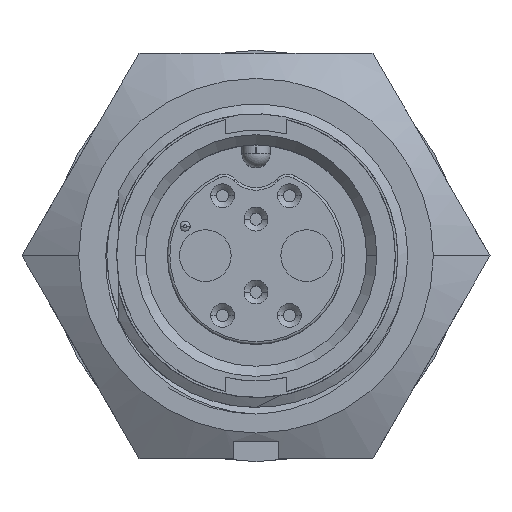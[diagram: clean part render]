
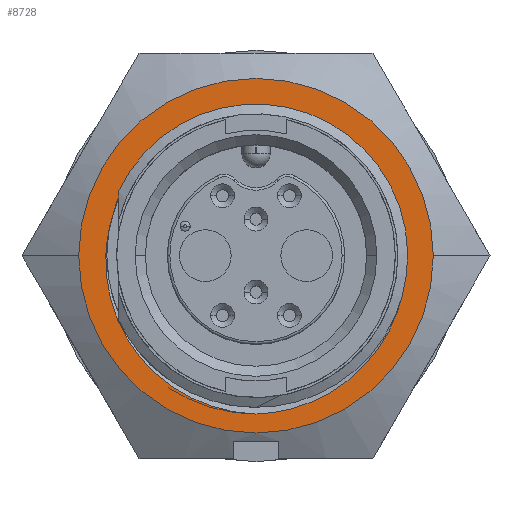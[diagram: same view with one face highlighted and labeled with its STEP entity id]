
A CAD part, top view. The second image highlights one B-rep face of the part: STEP entity #8728.
In plain terms, the highlighted planar face has unit normal (0, 0, 1).
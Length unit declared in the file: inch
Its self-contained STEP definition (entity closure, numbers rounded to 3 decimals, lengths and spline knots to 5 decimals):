
#283 = AXIS2_PLACEMENT_3D ( 'NONE', #15727, #6689, #17277 ) ;
#765 = CARTESIAN_POINT ( 'NONE',  ( 0.23094, 0.4, -0.228 ) ) ;
#827 = DIRECTION ( 'NONE',  ( 1., 0., 0. ) ) ;
#833 = CARTESIAN_POINT ( 'NONE',  ( 0.2943, -0.05346, -0.228 ) ) ;
#899 = CARTESIAN_POINT ( 'NONE',  ( 0., -0.3125, -0.228 ) ) ;
#900 = CARTESIAN_POINT ( 'NONE',  ( -0.27742, -0.11786, -0.228 ) ) ;
#1088 = DIRECTION ( 'NONE',  ( 0., 0., -1. ) ) ;
#1337 = B_SPLINE_CURVE_WITH_KNOTS ( 'NONE', 3,
 ( #14310, #9746, #17435, #8351, #18977, #9867, #833, #11404, #2366, #12935, #3897, #14447, #5400, #15950, #6913, #17507, #8420, #19042, #9939, #899 ),
 .UNSPECIFIED., .F., .F.,
 ( 4, 2, 2, 2, 2, 2, 2, 2, 2, 4 ),
 ( 0., 0.00086, 0.00171, 0.00343, 0.00514, 0.00685, 0.00856, 0.01028, 0.01199, 0.0137 ),
 .UNSPECIFIED. ) ;
#1465 = EDGE_CURVE ( 'NONE', #18198, #10622, #13123, .T. ) ;
#2216 = CIRCLE ( 'NONE', #3207, 0.35 ) ;
#2366 = CARTESIAN_POINT ( 'NONE',  ( 0.27717, -0.11846, -0.228 ) ) ;
#2367 = CARTESIAN_POINT ( 'NONE',  ( 0., -0.3125, -0.228 ) ) ;
#2437 = CARTESIAN_POINT ( 'NONE',  ( -0.2943, -0.05334, -0.228 ) ) ;
#2563 = EDGE_CURVE ( 'NONE', #10749, #10622, #12946, .T. ) ;
#3207 = AXIS2_PLACEMENT_3D ( 'NONE', #4313, #14847, #5807 ) ;
#3217 = CARTESIAN_POINT ( 'NONE',  ( 0.28876, 0.05788, -0.228 ) ) ;
#3837 = AXIS2_PLACEMENT_3D ( 'NONE', #765, #9860, #827 ) ;
#3897 = CARTESIAN_POINT ( 'NONE',  ( 0.24611, -0.178, -0.228 ) ) ;
#3898 = CARTESIAN_POINT ( 'NONE',  ( -0.0558, -0.30585, -0.228 ) ) ;
#3968 = CARTESIAN_POINT ( 'NONE',  ( -0.29654, 0.01383, -0.228 ) ) ;
#3985 = CARTESIAN_POINT ( 'NONE',  ( -0.35, 0., -0.228 ) ) ;
#4313 = CARTESIAN_POINT ( 'NONE',  ( 0., 0., -0.228 ) ) ;
#5209 = VERTEX_POINT ( 'NONE', #7845 ) ;
#5400 = CARTESIAN_POINT ( 'NONE',  ( 0.20298, -0.22885, -0.228 ) ) ;
#5401 = CARTESIAN_POINT ( 'NONE',  ( -0.1092, -0.28976, -0.228 ) ) ;
#5472 = CARTESIAN_POINT ( 'NONE',  ( -0.28876, 0.05788, -0.228 ) ) ;
#5807 = DIRECTION ( 'NONE',  ( 1., 0., 0. ) ) ;
#5978 = FACE_OUTER_BOUND ( 'NONE', #6391, .T. ) ;
#6391 = EDGE_LOOP ( 'NONE', ( #9173, #9721 ) ) ;
#6689 = DIRECTION ( 'NONE',  ( 0., 0., 1. ) ) ;
#6812 = ORIENTED_EDGE ( 'NONE', *, *, #19352, .T. ) ;
#6913 = CARTESIAN_POINT ( 'NONE',  ( 0.14941, -0.26946, -0.228 ) ) ;
#6914 = CARTESIAN_POINT ( 'NONE',  ( -0.16807, -0.25734, -0.228 ) ) ;
#7356 = ORIENTED_EDGE ( 'NONE', *, *, #1465, .T. ) ;
#7845 = CARTESIAN_POINT ( 'NONE',  ( 0.35, 0., -0.228 ) ) ;
#8168 = EDGE_CURVE ( 'NONE', #13850, #5209, #2216, .T. ) ;
#8351 = CARTESIAN_POINT ( 'NONE',  ( 0.29594, 0.01351, -0.228 ) ) ;
#8352 = CARTESIAN_POINT ( 'NONE',  ( -0.02246, -0.31119, -0.228 ) ) ;
#8420 = CARTESIAN_POINT ( 'NONE',  ( 0.0885, -0.29751, -0.228 ) ) ;
#8422 = CARTESIAN_POINT ( 'NONE',  ( -0.21849, -0.2131, -0.228 ) ) ;
#8728 = ADVANCED_FACE ( 'NONE', ( #18044, #5978 ), #12865, .F. ) ;
#9173 = ORIENTED_EDGE ( 'NONE', *, *, #15139, .F. ) ;
#9416 = AXIS2_PLACEMENT_3D ( 'NONE', #10124, #1088, #11664 ) ;
#9721 = ORIENTED_EDGE ( 'NONE', *, *, #8168, .F. ) ;
#9746 = CARTESIAN_POINT ( 'NONE',  ( 0.29136, 0.04691, -0.228 ) ) ;
#9860 = DIRECTION ( 'NONE',  ( 0., 0., -1. ) ) ;
#9867 = CARTESIAN_POINT ( 'NONE',  ( 0.2967, -0.03127, -0.228 ) ) ;
#9939 = CARTESIAN_POINT ( 'NONE',  ( 0.02252, -0.3118, -0.228 ) ) ;
#9941 = CARTESIAN_POINT ( 'NONE',  ( -0.25816, -0.15857, -0.228 ) ) ;
#10124 = CARTESIAN_POINT ( 'NONE',  ( 0., 0., -0.228 ) ) ;
#10413 = CIRCLE ( 'NONE', #9416, 0.35 ) ;
#10622 = VERTEX_POINT ( 'NONE', #18000 ) ;
#10749 = VERTEX_POINT ( 'NONE', #3217 ) ;
#11404 = CARTESIAN_POINT ( 'NONE',  ( 0.28445, -0.09743, -0.228 ) ) ;
#11468 = CARTESIAN_POINT ( 'NONE',  ( -0.28463, -0.09675, -0.228 ) ) ;
#11664 = DIRECTION ( 'NONE',  ( 1., 0., 0. ) ) ;
#12289 = EDGE_LOOP ( 'NONE', ( #6812, #7356, #14870 ) ) ;
#12865 = PLANE ( 'NONE',  #3837 ) ;
#12935 = CARTESIAN_POINT ( 'NONE',  ( 0.25809, -0.15867, -0.228 ) ) ;
#12936 = CARTESIAN_POINT ( 'NONE',  ( -0.04473, -0.30804, -0.228 ) ) ;
#12946 = CIRCLE ( 'NONE', #283, 0.2945 ) ;
#13000 = CARTESIAN_POINT ( 'NONE',  ( -0.29673, -0.03074, -0.228 ) ) ;
#13123 = B_SPLINE_CURVE_WITH_KNOTS ( 'NONE', 3,
 ( #2367, #17436, #8352, #12936, #3898, #14448, #5401, #15952, #6914, #17508, #8422, #19043, #9941, #900, #11468, #2437, #13000, #3968, #14507, #5472 ),
 .UNSPECIFIED., .F., .F.,
 ( 4, 2, 2, 2, 2, 2, 2, 2, 2, 4 ),
 ( 0., 0.00086, 0.00171, 0.00343, 0.00514, 0.00685, 0.00856, 0.01028, 0.01199, 0.0137 ),
 .UNSPECIFIED. ) ;
#13850 = VERTEX_POINT ( 'NONE', #3985 ) ;
#14310 = CARTESIAN_POINT ( 'NONE',  ( 0.28876, 0.05788, -0.228 ) ) ;
#14447 = CARTESIAN_POINT ( 'NONE',  ( 0.21858, -0.21298, -0.228 ) ) ;
#14448 = CARTESIAN_POINT ( 'NONE',  ( -0.08828, -0.29757, -0.228 ) ) ;
#14507 = CARTESIAN_POINT ( 'NONE',  ( -0.29395, 0.03594, -0.228 ) ) ;
#14847 = DIRECTION ( 'NONE',  ( 0., 0., -1. ) ) ;
#14870 = ORIENTED_EDGE ( 'NONE', *, *, #2563, .F. ) ;
#14908 = CARTESIAN_POINT ( 'NONE',  ( 0., -0.3125, -0.228 ) ) ;
#15139 = EDGE_CURVE ( 'NONE', #5209, #13850, #10413, .T. ) ;
#15727 = CARTESIAN_POINT ( 'NONE',  ( 0., 0., -0.228 ) ) ;
#15950 = CARTESIAN_POINT ( 'NONE',  ( 0.16811, -0.25734, -0.228 ) ) ;
#15952 = CARTESIAN_POINT ( 'NONE',  ( -0.14943, -0.26947, -0.228 ) ) ;
#17277 = DIRECTION ( 'NONE',  ( -1., 0., 0. ) ) ;
#17435 = CARTESIAN_POINT ( 'NONE',  ( 0.29331, 0.03584, -0.228 ) ) ;
#17436 = CARTESIAN_POINT ( 'NONE',  ( -0.01126, -0.31215, -0.228 ) ) ;
#17507 = CARTESIAN_POINT ( 'NONE',  ( 0.10971, -0.28953, -0.228 ) ) ;
#17508 = CARTESIAN_POINT ( 'NONE',  ( -0.20255, -0.22923, -0.228 ) ) ;
#18000 = CARTESIAN_POINT ( 'NONE',  ( -0.28876, 0.05788, -0.228 ) ) ;
#18044 = FACE_BOUND ( 'NONE', #12289, .T. ) ;
#18198 = VERTEX_POINT ( 'NONE', #14908 ) ;
#18977 = CARTESIAN_POINT ( 'NONE',  ( 0.2966, 0.00224, -0.228 ) ) ;
#19042 = CARTESIAN_POINT ( 'NONE',  ( 0.04496, -0.30862, -0.228 ) ) ;
#19043 = CARTESIAN_POINT ( 'NONE',  ( -0.24626, -0.1778, -0.228 ) ) ;
#19352 = EDGE_CURVE ( 'NONE', #10749, #18198, #1337, .T. ) ;
